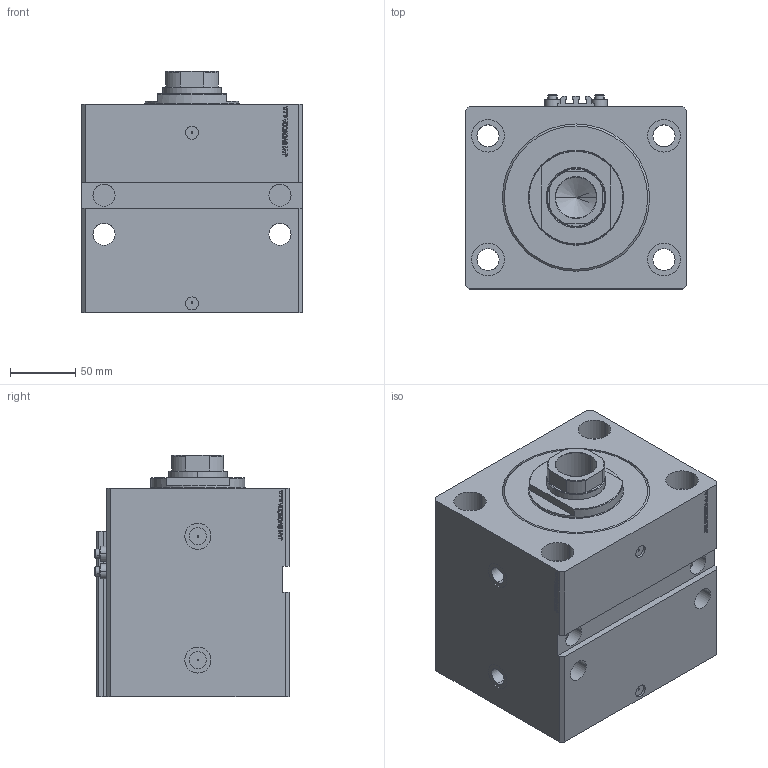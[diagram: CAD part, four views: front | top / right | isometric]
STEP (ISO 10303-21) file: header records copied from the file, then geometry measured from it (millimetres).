
FILE_DESCRIPTION (( 'STEP AP203' ), '1' );
FILE_NAME ('3647.STEP', '2024-05-14T20:07:52', ( '' ), ( '' ), 'SwSTEP 2.0', 'SolidWorks 2019', '' );
FILE_SCHEMA (( 'CONFIG_CONTROL_DESIGN' ));
Length unit declared in the file: millimetre
Products named in the file (5): 3647; V250CE_VC_E 5a048b2ae64c105a9d673b2ec14a1ff5; ALLEN BOLT V250CE 5a048b2ae64c105a9d673b2ec14a1ff5; V250CE_C_VCP 5a048b2ae64c105a9d673b2ec14a1ff5; V250CE_E_Body 5a048b2ae64c105a9d673b2ec14a1ff5
Assembly tree (7 placements, depth 2):
  3647
    V250CE_E_Body 5a048b2ae64c105a9d673b2ec14a1ff5
    ALLEN BOLT V250CE 5a048b2ae64c105a9d673b2ec14a1ff5  x4
    V250CE_C_VCP 5a048b2ae64c105a9d673b2ec14a1ff5
    V250CE_VC_E 5a048b2ae64c105a9d673b2ec14a1ff5
Bounding box: 170 x 149 x 185 mm (x, y, z)
Volume: 3230344.4 mm3; surface area: 344001.4 mm2
Topology: 8 solids, 8 shells, 1123 faces, 2800 edges, 1815 vertices
Faces by surface type: plane 547, bspline 368, cylinder 138, cone 56, torus 14
Entity records: 48986 total; most frequent: CARTESIAN_POINT 25615, ORIENTED_EDGE 5290, DIRECTION 3475, EDGE_CURVE 2645, VERTEX_POINT 1731, VECTOR 1621, LINE 1621, EDGE_LOOP 1188
